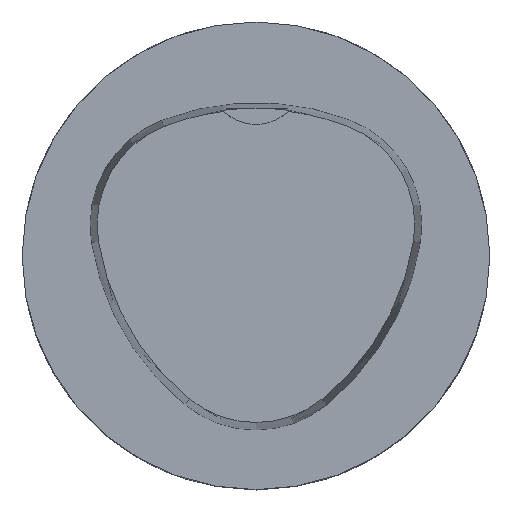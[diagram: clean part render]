
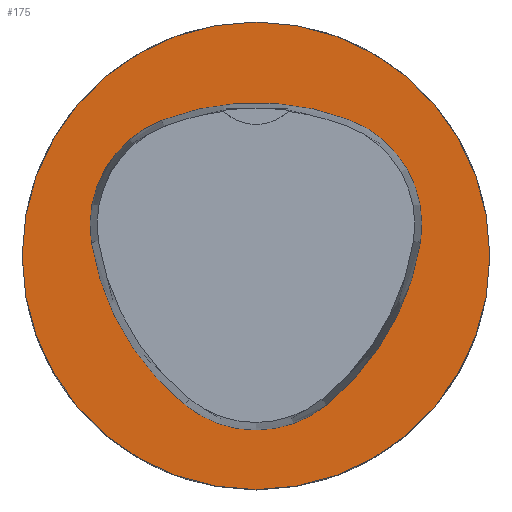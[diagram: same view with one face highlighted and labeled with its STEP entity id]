
A CAD part, top view. The second image highlights one B-rep face of the part: STEP entity #175.
In plain terms, the highlighted planar face has unit normal (0, 0, 1).
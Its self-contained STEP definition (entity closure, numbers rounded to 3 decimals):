
#107=PLANE('',#755);
#175=ADVANCED_FACE('',(#273,#274),#107,.T.);
#227=CIRCLE('',#727,25.0);
#228=CIRCLE('',#733,28.0);
#230=CIRCLE('',#736,12.0);
#232=CIRCLE('',#739,28.0);
#234=CIRCLE('',#742,12.0);
#238=CIRCLE('',#747,28.0);
#240=CIRCLE('',#750,12.0);
#273=FACE_BOUND('',#330,.T.);
#274=FACE_BOUND('',#331,.T.);
#330=EDGE_LOOP('',(#455,#456,#457,#458,#459,#460));
#331=EDGE_LOOP('',(#461));
#455=ORIENTED_EDGE('',*,*,#642,.T.);
#456=ORIENTED_EDGE('',*,*,#622,.T.);
#457=ORIENTED_EDGE('',*,*,#626,.T.);
#458=ORIENTED_EDGE('',*,*,#629,.T.);
#459=ORIENTED_EDGE('',*,*,#632,.T.);
#460=ORIENTED_EDGE('',*,*,#640,.T.);
#461=ORIENTED_EDGE('',*,*,#613,.F.);
#556=VERTEX_POINT('',#1054);
#565=VERTEX_POINT('',#1073);
#566=VERTEX_POINT('',#1074);
#569=VERTEX_POINT('',#1082);
#571=VERTEX_POINT('',#1088);
#573=VERTEX_POINT('',#1094);
#580=VERTEX_POINT('',#1115);
#613=EDGE_CURVE('',#556,#556,#227,.T.);
#622=EDGE_CURVE('',#565,#566,#228,.T.);
#626=EDGE_CURVE('',#566,#569,#230,.T.);
#629=EDGE_CURVE('',#569,#571,#232,.T.);
#632=EDGE_CURVE('',#571,#573,#234,.T.);
#640=EDGE_CURVE('',#573,#580,#238,.T.);
#642=EDGE_CURVE('',#580,#565,#240,.T.);
#727=AXIS2_PLACEMENT_3D('',#1053,#834,#835);
#733=AXIS2_PLACEMENT_3D('',#1072,#850,#851);
#736=AXIS2_PLACEMENT_3D('',#1081,#858,#859);
#739=AXIS2_PLACEMENT_3D('',#1087,#865,#866);
#742=AXIS2_PLACEMENT_3D('',#1093,#872,#873);
#747=AXIS2_PLACEMENT_3D('',#1116,#884,#885);
#750=AXIS2_PLACEMENT_3D('',#1119,#890,#891);
#755=AXIS2_PLACEMENT_3D('',#1124,#900,#901);
#834=DIRECTION('',(0.0,0.0,-1.0));
#835=DIRECTION('',(1.0,0.0,0.0));
#850=DIRECTION('',(0.0,0.0,-1.0));
#851=DIRECTION('',(1.0,0.0,0.0));
#858=DIRECTION('',(0.0,0.0,-1.0));
#859=DIRECTION('',(1.0,0.0,0.0));
#865=DIRECTION('',(0.0,0.0,-1.0));
#866=DIRECTION('',(1.0,0.0,0.0));
#872=DIRECTION('',(0.0,0.0,-1.0));
#873=DIRECTION('',(1.0,0.0,0.0));
#884=DIRECTION('',(0.0,0.0,-1.0));
#885=DIRECTION('',(1.0,0.0,0.0));
#890=DIRECTION('',(0.0,0.0,-1.0));
#891=DIRECTION('',(1.0,0.0,0.0));
#900=DIRECTION('',(0.0,0.0,1.0));
#901=DIRECTION('',(-1.0,0.0,0.0));
#1053=CARTESIAN_POINT('',(0.0,0.0,0.0));
#1054=CARTESIAN_POINT('',(25.0,0.0,0.0));
#1072=CARTESIAN_POINT('',(-10.068,5.824,0.0));
#1073=CARTESIAN_POINT('',(17.584,1.424,0.0));
#1074=CARTESIAN_POINT('',(7.531,-15.953,0.0));
#1081=CARTESIAN_POINT('',(-0.011,-6.62,0.0));
#1082=CARTESIAN_POINT('',(-7.567,-15.942,0.0));
#1087=CARTESIAN_POINT('',(10.063,5.81,0.0));
#1088=CARTESIAN_POINT('',(-17.59,1.418,0.0));
#1093=CARTESIAN_POINT('',(-5.739,3.3,0.0));
#1094=CARTESIAN_POINT('',(-10.05,14.499,0.0));
#1115=CARTESIAN_POINT('',(10.025,14.516,0.0));
#1116=CARTESIAN_POINT('',(0.01,-11.631,0.0));
#1119=CARTESIAN_POINT('',(5.733,3.31,0.0));
#1124=CARTESIAN_POINT('',(0.0,0.0,0.0));
